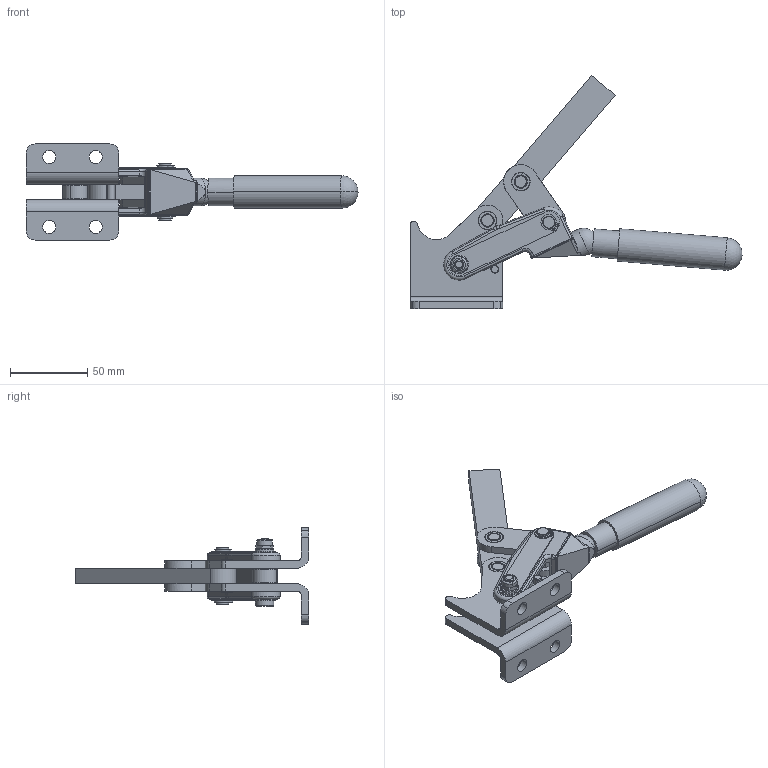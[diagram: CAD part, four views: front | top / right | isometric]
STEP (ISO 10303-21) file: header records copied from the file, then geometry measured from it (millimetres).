
FILE_DESCRIPTION((''),'2;1');
FILE_NAME('623.0-opened.stp','2005-09-28T10:14:24',('Kysilko'),(''),'Autodesk Inventor 8','Autodesk Inventor 8','');
FILE_SCHEMA(('AUTOMOTIVE_DESIGN { 1 0 10303 214 1 1 1 1 }'));
Length unit declared in the file: millimetre
Products named in the file (1): Part1
Bounding box: 214.31 x 150.82 x 62.01 mm (x, y, z)
Volume: 130324 mm3; surface area: 55602.2 mm2
Topology: 14 solids, 14 shells, 2165 faces, 6041 edges, 3979 vertices
Faces by surface type: plane 1414, cylinder 563, cone 122, bspline 45, torus 12, sphere 9
Entity records: 68666 total; most frequent: CARTESIAN_POINT 16256, ORIENTED_EDGE 12052, DIRECTION 10344, EDGE_CURVE 6026, VERTEX_POINT 3974, AXIS2_PLACEMENT_3D 3831, VECTOR 2682, LINE 2682
